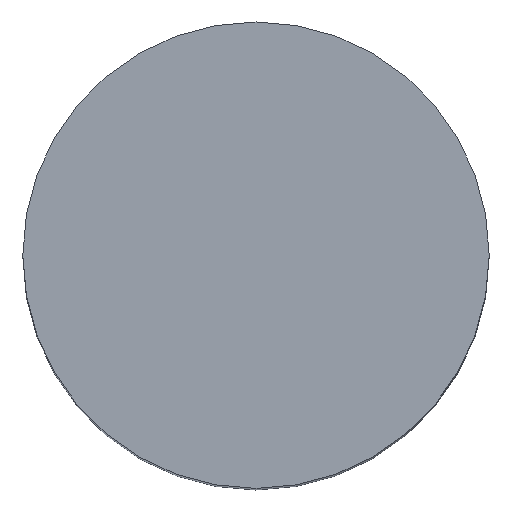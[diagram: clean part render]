
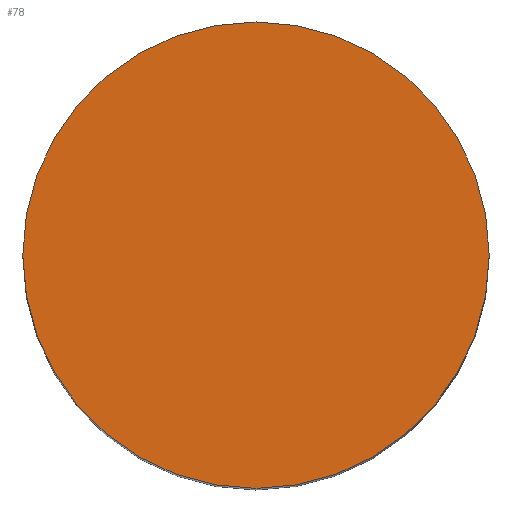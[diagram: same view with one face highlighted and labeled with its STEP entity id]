
A CAD part, top view. The second image highlights one B-rep face of the part: STEP entity #78.
In plain terms, the highlighted planar face has unit normal (0, 0, 1).
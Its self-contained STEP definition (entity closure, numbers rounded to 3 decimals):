
#23=PLANE('',#104);
#29=FACE_OUTER_BOUND('',#35,.T.);
#35=EDGE_LOOP('',(#65));
#43=CIRCLE('',#102,3.);
#47=VERTEX_POINT('',#146);
#52=EDGE_CURVE('',#47,#47,#43,.T.);
#65=ORIENTED_EDGE('',*,*,#52,.T.);
#78=ADVANCED_FACE('',(#29),#23,.T.);
#102=AXIS2_PLACEMENT_3D('',#147,#124,#125);
#104=AXIS2_PLACEMENT_3D('',#151,#129,#130);
#124=DIRECTION('center_axis',(0.,0.,1.));
#125=DIRECTION('ref_axis',(1.,0.,0.));
#129=DIRECTION('center_axis',(0.,0.,1.));
#130=DIRECTION('ref_axis',(1.,0.,0.));
#146=CARTESIAN_POINT('',(-3.,0.,12.));
#147=CARTESIAN_POINT('Origin',(0.,0.,12.));
#151=CARTESIAN_POINT('Origin',(0.,0.,12.));
